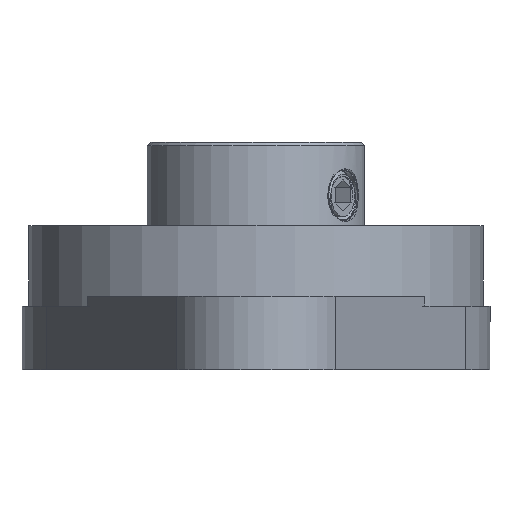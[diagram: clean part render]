
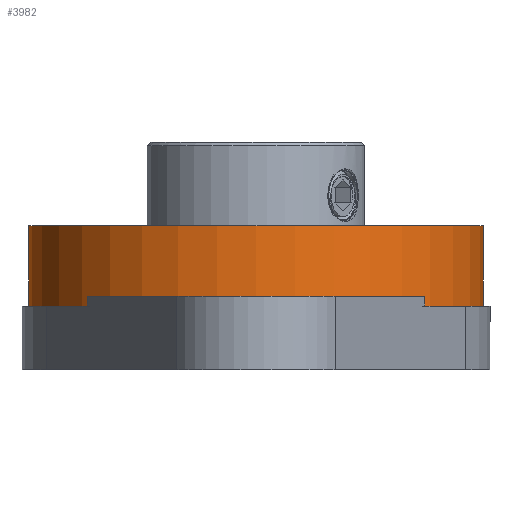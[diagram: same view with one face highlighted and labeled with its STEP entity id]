
A CAD part, left-side view. The second image highlights one B-rep face of the part: STEP entity #3982.
In plain terms, the highlighted cylindrical face has radius 12.875 mm (diameter 25.75 mm), a full revolution.
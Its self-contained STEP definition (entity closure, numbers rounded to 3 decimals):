
#462=FACE_OUTER_BOUND('',#696,.T.);
#696=EDGE_LOOP('',(#2711,#2712,#2713,#2714,#2715,#2716));
#987=LINE('',#5934,#1194);
#1194=VECTOR('',#4821,12.875);
#1405=CIRCLE('',#4351,12.875);
#1406=CIRCLE('',#4352,12.875);
#1407=CIRCLE('',#4353,12.875);
#1408=CIRCLE('',#4354,12.875);
#1660=VERTEX_POINT('',#5929);
#1661=VERTEX_POINT('',#5930);
#1662=VERTEX_POINT('',#5933);
#1663=VERTEX_POINT('',#5935);
#2102=EDGE_CURVE('',#1660,#1661,#1405,.T.);
#2103=EDGE_CURVE('',#1661,#1660,#1406,.T.);
#2104=EDGE_CURVE('',#1661,#1662,#987,.T.);
#2105=EDGE_CURVE('',#1663,#1662,#1407,.T.);
#2106=EDGE_CURVE('',#1662,#1663,#1408,.T.);
#2711=ORIENTED_EDGE('',*,*,#2102,.F.);
#2712=ORIENTED_EDGE('',*,*,#2103,.F.);
#2713=ORIENTED_EDGE('',*,*,#2104,.T.);
#2714=ORIENTED_EDGE('',*,*,#2105,.F.);
#2715=ORIENTED_EDGE('',*,*,#2106,.F.);
#2716=ORIENTED_EDGE('',*,*,#2104,.F.);
#3915=CYLINDRICAL_SURFACE('',#4350,12.875);
#3982=ADVANCED_FACE('',(#462),#3915,.T.);
#4350=AXIS2_PLACEMENT_3D('',#5928,#4815,#4816);
#4351=AXIS2_PLACEMENT_3D('',#5931,#4817,#4818);
#4352=AXIS2_PLACEMENT_3D('',#5932,#4819,#4820);
#4353=AXIS2_PLACEMENT_3D('',#5936,#4822,#4823);
#4354=AXIS2_PLACEMENT_3D('',#5937,#4824,#4825);
#4815=DIRECTION('center_axis',(0.,0.,1.));
#4816=DIRECTION('ref_axis',(1.,0.,0.));
#4817=DIRECTION('center_axis',(0.,0.,1.));
#4818=DIRECTION('ref_axis',(1.,0.,0.));
#4819=DIRECTION('center_axis',(0.,0.,1.));
#4820=DIRECTION('ref_axis',(1.,0.,0.));
#4821=DIRECTION('',(0.,0.,-1.));
#4822=DIRECTION('center_axis',(0.,0.,-1.));
#4823=DIRECTION('ref_axis',(1.,0.,0.));
#4824=DIRECTION('center_axis',(0.,0.,-1.));
#4825=DIRECTION('ref_axis',(1.,0.,0.));
#5928=CARTESIAN_POINT('Origin',(0.,0.,3.6));
#5929=CARTESIAN_POINT('',(12.875,0.,8.15));
#5930=CARTESIAN_POINT('',(-12.875,0.,8.15));
#5931=CARTESIAN_POINT('Origin',(0.,0.,8.15));
#5932=CARTESIAN_POINT('Origin',(0.,0.,8.15));
#5933=CARTESIAN_POINT('',(-12.875,0.,3.6));
#5934=CARTESIAN_POINT('',(-12.875,0.,3.6));
#5935=CARTESIAN_POINT('',(12.875,0.,3.6));
#5936=CARTESIAN_POINT('Origin',(0.,0.,3.6));
#5937=CARTESIAN_POINT('Origin',(0.,0.,3.6));
